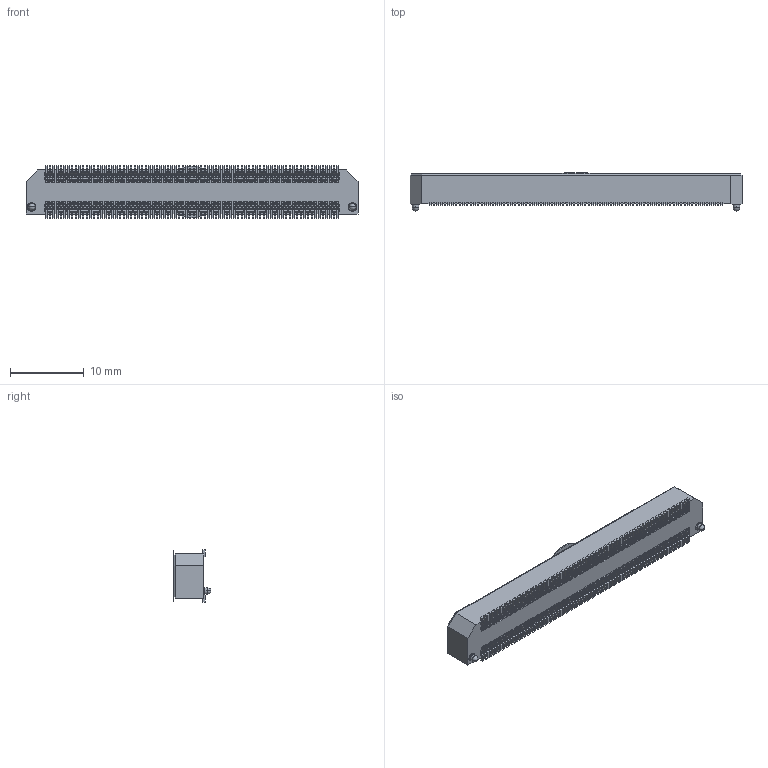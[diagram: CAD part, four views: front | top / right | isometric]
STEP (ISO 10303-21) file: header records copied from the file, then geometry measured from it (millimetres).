
FILE_DESCRIPTION (( 'STEP AP203' ), '1' );
FILE_NAME ('REF-178709-03.step', '2017-07-12T05:20:27', ( 'johnl' ), ( 'SAMTEC' ), 'SwSTEP 2.0', 'SolidWorks 2016', '' );
FILE_SCHEMA (( 'CONFIG_CONTROL_DESIGN' ));
Products named in the file (1): REF-178709-03
Bounding box: 45.01 x 5.14 x 7.11 mm (x, y, z)
Volume: 605.9 mm3; surface area: 3048.9 mm2
Topology: 1 solids, 1 shells, 10258 faces, 31074 edges, 19922 vertices
Faces by surface type: plane 9120, cylinder 1128, torus 6, sphere 4
Entity records: 342939 total; most frequent: ORIENTED_EDGE 62136, CARTESIAN_POINT 61247, DIRECTION 53864, EDGE_CURVE 31068, LINE 28790, VECTOR 28790, VERTEX_POINT 19920, AXIS2_PLACEMENT_3D 12537
